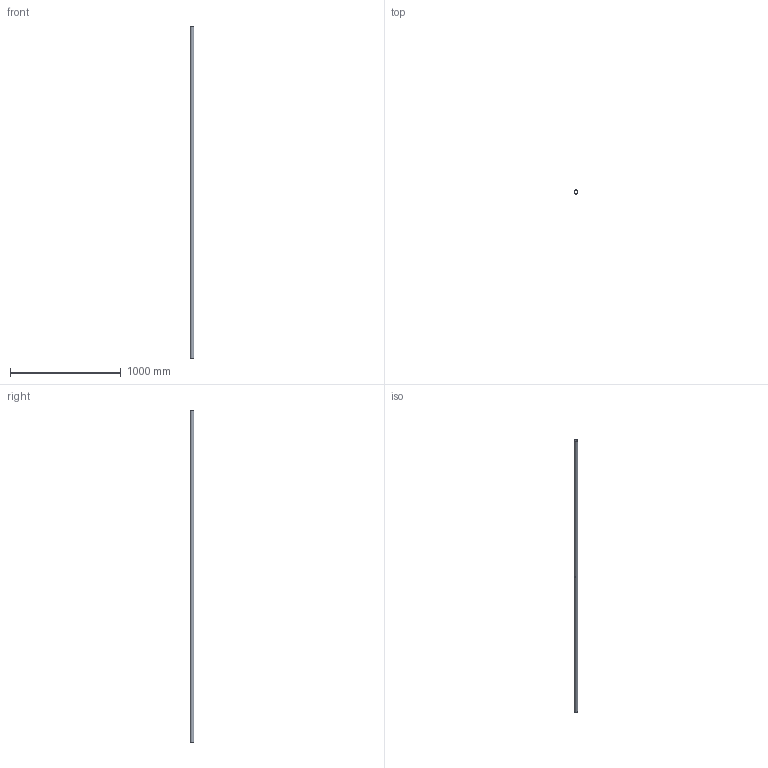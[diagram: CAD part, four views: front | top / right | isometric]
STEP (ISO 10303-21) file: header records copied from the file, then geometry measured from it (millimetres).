
FILE_DESCRIPTION (( 'STEP AP203' ), '1' );
FILE_NAME ('55121-2403M.step', '2023-03-21T15:24:43', ( '' ), ( '' ), 'SwSTEP 2.0', 'SolidWorks 2018', '' );
FILE_SCHEMA (( 'CONFIG_CONTROL_DESIGN' ));
Length unit declared in the file: millimetre
Products named in the file (1): 55121-2403M
Bounding box: 33.7 x 33.7 x 3000 mm (x, y, z)
Volume: 735132.4 mm3; surface area: 588604.1 mm2
Topology: 1 solids, 1 shells, 293 faces, 798 edges, 532 vertices
Faces by surface type: plane 147, bspline 119, cylinder 27
Full cylindrical faces by diameter (mm): 28.7 x1, 33.7 x1
Entity records: 13604 total; most frequent: CARTESIAN_POINT 6944, ORIENTED_EDGE 1592, DIRECTION 984, EDGE_CURVE 796, VERTEX_POINT 532, VECTOR 398, LINE 398, EDGE_LOOP 322
